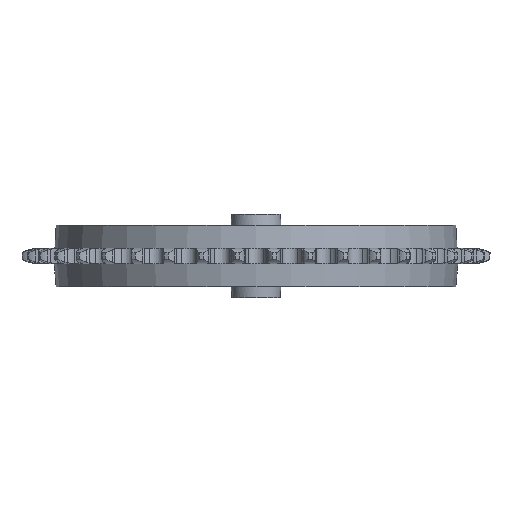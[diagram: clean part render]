
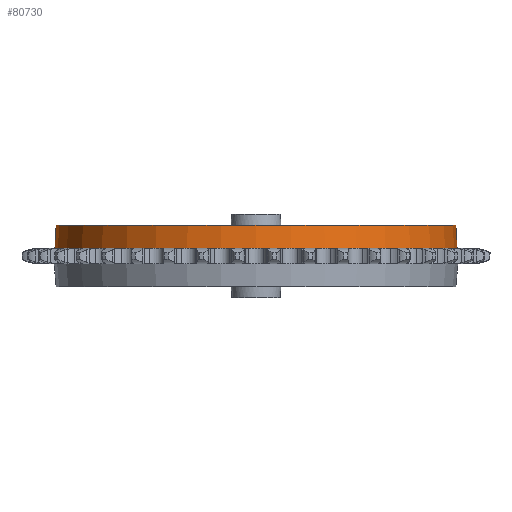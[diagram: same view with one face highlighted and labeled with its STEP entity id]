
A CAD part, front view. The second image highlights one B-rep face of the part: STEP entity #80730.
In plain terms, the highlighted conical face has half-angle 3 degrees and reference radius 36.215 mm.
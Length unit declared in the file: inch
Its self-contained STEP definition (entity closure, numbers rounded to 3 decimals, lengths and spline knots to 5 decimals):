
#744 = EDGE_LOOP ( 'NONE', ( #1359, #146620, #77626, #148914 ) ) ;
#1359 = ORIENTED_EDGE ( 'NONE', *, *, #156422, .F. ) ;
#3300 = VERTEX_POINT ( 'NONE', #79079 ) ;
#6136 = DIRECTION ( 'NONE',  ( 0., 0., 1. ) ) ;
#7868 = AXIS2_PLACEMENT_3D ( 'NONE', #104244, #6136, #117827 ) ;
#29159 = CARTESIAN_POINT ( 'NONE',  ( 0., 0., 0.05492 ) ) ;
#31770 = CIRCLE ( 'NONE', #99881, 1.42579 ) ;
#47425 = VERTEX_POINT ( 'NONE', #131295 ) ;
#54080 = EDGE_CURVE ( 'NONE', #47425, #132546, #106296, .T. ) ;
#57599 = VERTEX_POINT ( 'NONE', #117307 ) ;
#62864 = AXIS2_PLACEMENT_3D ( 'NONE', #29159, #142505, #141417 ) ;
#72598 = CARTESIAN_POINT ( 'NONE',  ( 1.41732, 0., 0.21654 ) ) ;
#77626 = ORIENTED_EDGE ( 'NONE', *, *, #92110, .T. ) ;
#78189 = DIRECTION ( 'NONE',  ( 0., 0., 1. ) ) ;
#79079 = CARTESIAN_POINT ( 'NONE',  ( 1.42579, 0., 0.05492 ) ) ;
#79803 = CARTESIAN_POINT ( 'NONE',  ( 0., 0., 0.05492 ) ) ;
#80730 = ADVANCED_FACE ( 'NONE', ( #82555 ), #98038, .T. ) ;
#82555 = FACE_OUTER_BOUND ( 'NONE', #744, .T. ) ;
#84484 = DIRECTION ( 'NONE',  ( -0.052, 0., -0.999 ) ) ;
#92110 = EDGE_CURVE ( 'NONE', #47425, #57599, #131974, .T. ) ;
#98038 = CONICAL_SURFACE ( 'NONE', #62864, 1.42579, 0.052 ) ;
#99881 = AXIS2_PLACEMENT_3D ( 'NONE', #79803, #78189, #141392 ) ;
#104244 = CARTESIAN_POINT ( 'NONE',  ( 0., 0., 0.21654 ) ) ;
#106296 = CIRCLE ( 'NONE', #7868, 1.41732 ) ;
#109397 = VECTOR ( 'NONE', #136177, 39.37008 ) ;
#117307 = CARTESIAN_POINT ( 'NONE',  ( -1.42579, 0., 0.05492 ) ) ;
#117827 = DIRECTION ( 'NONE',  ( -1., 0., 0. ) ) ;
#131295 = CARTESIAN_POINT ( 'NONE',  ( -1.41732, 0., 0.21654 ) ) ;
#131974 = LINE ( 'NONE', #148287, #149537 ) ;
#132546 = VERTEX_POINT ( 'NONE', #72598 ) ;
#132933 = LINE ( 'NONE', #135654, #109397 ) ;
#135654 = CARTESIAN_POINT ( 'NONE',  ( 1.42579, 0., 0.05492 ) ) ;
#136177 = DIRECTION ( 'NONE',  ( 0.052, 0., -0.999 ) ) ;
#141392 = DIRECTION ( 'NONE',  ( -1., 0., 0. ) ) ;
#141417 = DIRECTION ( 'NONE',  ( -1., 0., 0. ) ) ;
#142505 = DIRECTION ( 'NONE',  ( 0., 0., -1. ) ) ;
#146620 = ORIENTED_EDGE ( 'NONE', *, *, #54080, .F. ) ;
#146736 = EDGE_CURVE ( 'NONE', #57599, #3300, #31770, .T. ) ;
#148287 = CARTESIAN_POINT ( 'NONE',  ( -1.42579, 0., 0.05492 ) ) ;
#148914 = ORIENTED_EDGE ( 'NONE', *, *, #146736, .T. ) ;
#149537 = VECTOR ( 'NONE', #84484, 39.37008 ) ;
#156422 = EDGE_CURVE ( 'NONE', #132546, #3300, #132933, .T. ) ;
